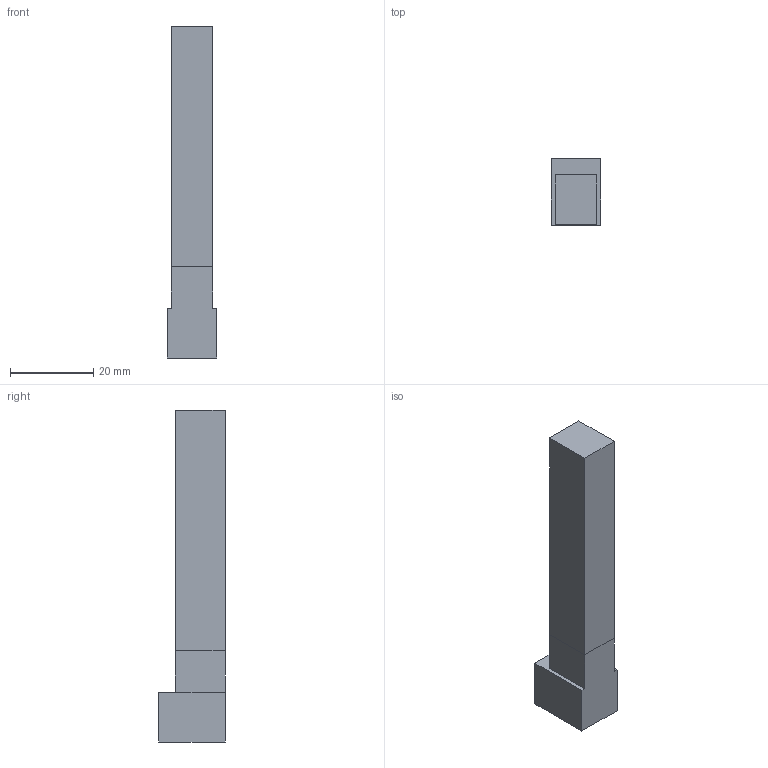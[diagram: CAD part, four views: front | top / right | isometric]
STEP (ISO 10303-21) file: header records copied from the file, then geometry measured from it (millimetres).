
FILE_DESCRIPTION(/* description */ (''),/* implementation_level */ '2;1');
FILE_NAME(/* name */ 'N1012F-QC12_Basicf.stp',/* time_stamp */ '2021-12-28T17:05:01+06:00',/* author */ (''),/* organization */ (''),/* preprocessor_version */ 'ST-DEVELOPER v16.7',/* originating_system */ 'SIEMENS PLM Software NX 12.0',/* authorisation */ '');
FILE_SCHEMA (('AUTOMOTIVE_DESIGN { 1 0 10303 214 3 1 1 1 }'));
Length unit declared in the file: millimetre
Products named in the file (1): inpu3198EBCCtjz6
Bounding box: 12 x 16 x 80 mm (x, y, z)
Volume: 10464 mm3; surface area: 4288 mm2
Topology: 2 solids, 2 shells, 16 faces, 36 edges, 27 vertices
Faces by surface type: plane 16
Entity records: 522 total; most frequent: CARTESIAN_POINT 83, DIRECTION 76, ORIENTED_EDGE 72, EDGE_CURVE 36, LINE 36, VECTOR 36, VERTEX_POINT 24, AXIS2_PLACEMENT_3D 20
